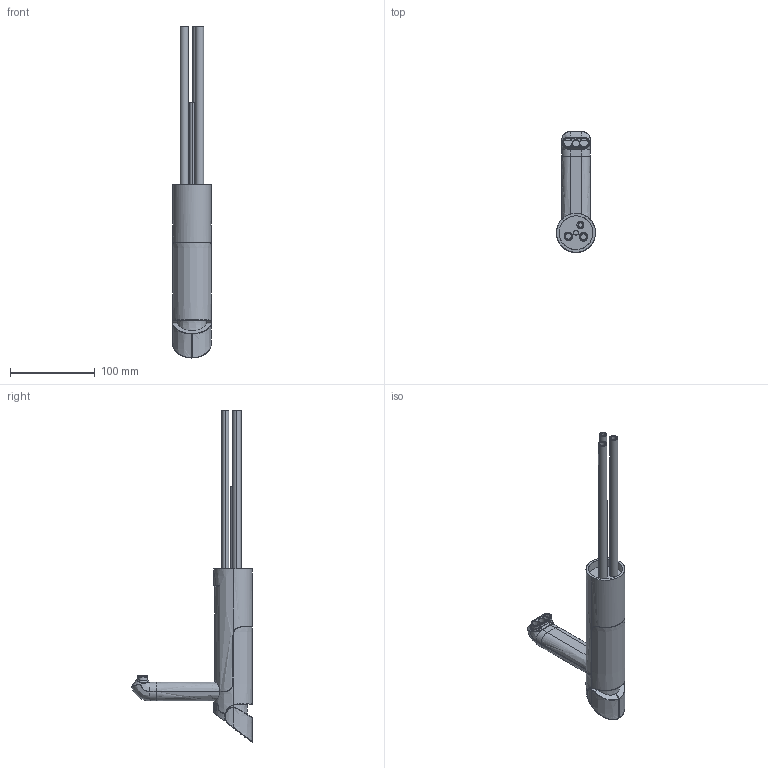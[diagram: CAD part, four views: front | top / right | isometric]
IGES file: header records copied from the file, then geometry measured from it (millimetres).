
Start section: SolidWorks IGES file using analytic representation for surfaces
Global section: file name: Sink mounting tap .IGS; native system: SolidWorks 2016; preprocessor: SolidWorks 2016; author: paulg; date: 160426.095822; units: millimetre
Bounding box: 46 x 143 x 392.69 mm (x, y, z)
Surface area: 93688.3 mm2 (no closed solid volume)
Topology: 0 solids, 0 shells, 847 faces, 8836 edges, 8803 vertices
Faces by surface type: bspline 706, revolution 141
